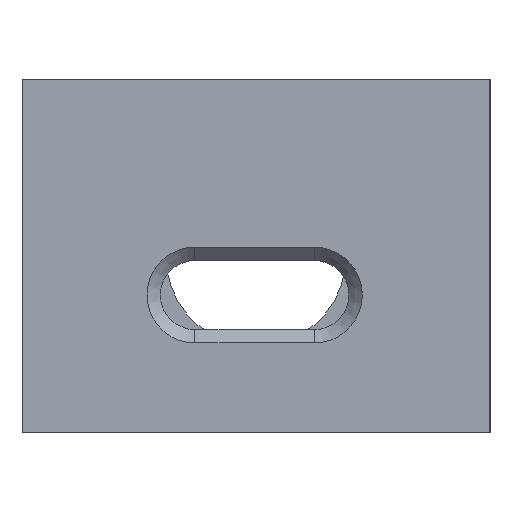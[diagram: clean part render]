
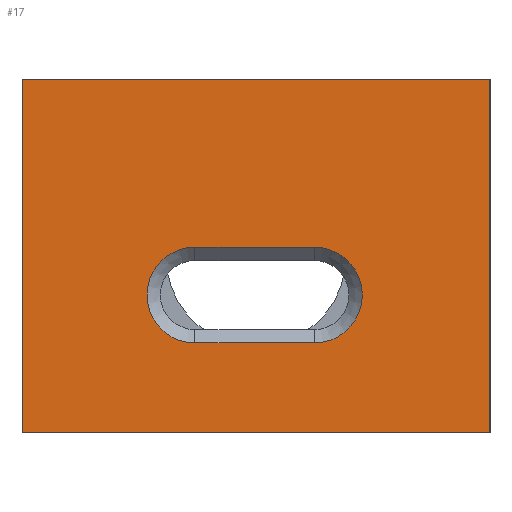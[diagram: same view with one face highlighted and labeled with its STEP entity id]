
A CAD part, left-side view. The second image highlights one B-rep face of the part: STEP entity #17.
In plain terms, the highlighted planar face has unit normal (-1, 0, 0).
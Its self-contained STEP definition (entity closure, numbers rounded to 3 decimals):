
#17 = ADVANCED_FACE('',(#18,#54),#88,.F.);
#18 = FACE_BOUND('',#19,.F.);
#19 = EDGE_LOOP('',(#20,#31,#39,#48));
#20 = ORIENTED_EDGE('',*,*,#21,.T.);
#21 = EDGE_CURVE('',#22,#24,#26,.T.);
#22 = VERTEX_POINT('',#23);
#23 = CARTESIAN_POINT('',(-2.5,19.57,13.86));
#24 = VERTEX_POINT('',#25);
#25 = CARTESIAN_POINT('',(-2.5,19.57,6.7));
#26 = CIRCLE('',#27,3.58);
#27 = AXIS2_PLACEMENT_3D('',#28,#29,#30);
#28 = CARTESIAN_POINT('',(-2.5,19.57,10.28));
#29 = DIRECTION('',(-1.,0.,0.));
#30 = DIRECTION('',(0.,0.,1.));
#31 = ORIENTED_EDGE('',*,*,#32,.T.);
#32 = EDGE_CURVE('',#24,#33,#35,.T.);
#33 = VERTEX_POINT('',#34);
#34 = CARTESIAN_POINT('',(-2.5,10.63,6.7));
#35 = LINE('',#36,#37);
#36 = CARTESIAN_POINT('',(-2.5,19.57,6.7));
#37 = VECTOR('',#38,1.);
#38 = DIRECTION('',(0.,-1.,0.));
#39 = ORIENTED_EDGE('',*,*,#40,.T.);
#40 = EDGE_CURVE('',#33,#41,#43,.T.);
#41 = VERTEX_POINT('',#42);
#42 = CARTESIAN_POINT('',(-2.5,10.63,13.86));
#43 = CIRCLE('',#44,3.58);
#44 = AXIS2_PLACEMENT_3D('',#45,#46,#47);
#45 = CARTESIAN_POINT('',(-2.5,10.63,10.28));
#46 = DIRECTION('',(-1.,-0.,-0.));
#47 = DIRECTION('',(0.,0.,-1.));
#48 = ORIENTED_EDGE('',*,*,#49,.T.);
#49 = EDGE_CURVE('',#41,#22,#50,.T.);
#50 = LINE('',#51,#52);
#51 = CARTESIAN_POINT('',(-2.5,10.63,13.86));
#52 = VECTOR('',#53,1.);
#53 = DIRECTION('',(0.,1.,0.));
#54 = FACE_BOUND('',#55,.F.);
#55 = EDGE_LOOP('',(#56,#66,#74,#82));
#56 = ORIENTED_EDGE('',*,*,#57,.T.);
#57 = EDGE_CURVE('',#58,#60,#62,.T.);
#58 = VERTEX_POINT('',#59);
#59 = CARTESIAN_POINT('',(-2.5,32.5,0.));
#60 = VERTEX_POINT('',#61);
#61 = CARTESIAN_POINT('',(-2.5,32.5,26.4));
#62 = LINE('',#63,#64);
#63 = CARTESIAN_POINT('',(-2.5,32.5,0.));
#64 = VECTOR('',#65,1.);
#65 = DIRECTION('',(0.,0.,1.));
#66 = ORIENTED_EDGE('',*,*,#67,.T.);
#67 = EDGE_CURVE('',#60,#68,#70,.T.);
#68 = VERTEX_POINT('',#69);
#69 = CARTESIAN_POINT('',(-2.5,-2.5,26.4));
#70 = LINE('',#71,#72);
#71 = CARTESIAN_POINT('',(-2.5,32.5,26.4));
#72 = VECTOR('',#73,1.);
#73 = DIRECTION('',(0.,-1.,0.));
#74 = ORIENTED_EDGE('',*,*,#75,.F.);
#75 = EDGE_CURVE('',#76,#68,#78,.T.);
#76 = VERTEX_POINT('',#77);
#77 = CARTESIAN_POINT('',(-2.5,-2.5,0.));
#78 = LINE('',#79,#80);
#79 = CARTESIAN_POINT('',(-2.5,-2.5,0.));
#80 = VECTOR('',#81,1.);
#81 = DIRECTION('',(0.,0.,1.));
#82 = ORIENTED_EDGE('',*,*,#83,.F.);
#83 = EDGE_CURVE('',#58,#76,#84,.T.);
#84 = LINE('',#85,#86);
#85 = CARTESIAN_POINT('',(-2.5,32.5,0.));
#86 = VECTOR('',#87,1.);
#87 = DIRECTION('',(0.,-1.,0.));
#88 = PLANE('',#89);
#89 = AXIS2_PLACEMENT_3D('',#90,#91,#92);
#90 = CARTESIAN_POINT('',(-2.5,32.5,0.));
#91 = DIRECTION('',(1.,0.,0.));
#92 = DIRECTION('',(0.,-1.,0.));
